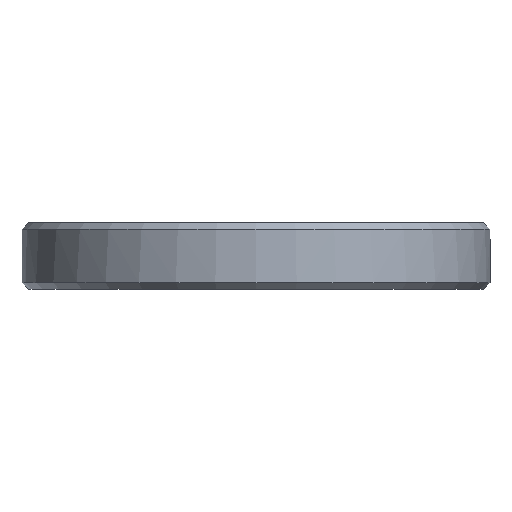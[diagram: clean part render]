
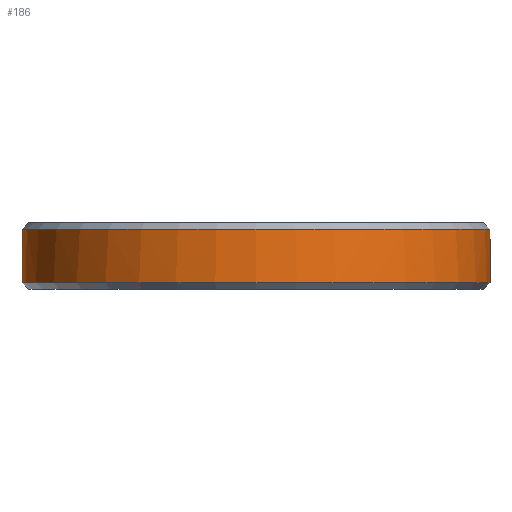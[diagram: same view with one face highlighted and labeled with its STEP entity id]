
A CAD part, front view. The second image highlights one B-rep face of the part: STEP entity #186.
In plain terms, the highlighted cylindrical face has radius 10.5 mm (diameter 21 mm), a partial arc.
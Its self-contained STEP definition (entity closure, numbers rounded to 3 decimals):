
#1 = DIRECTION ( 'NONE',  ( 0., 0., -1. ) ) ;
#6 = DIRECTION ( 'NONE',  ( 0., 0., -1. ) ) ;
#15 = CYLINDRICAL_SURFACE ( 'NONE', #571, 10.5 ) ;
#41 = VERTEX_POINT ( 'NONE', #278 ) ;
#64 = VERTEX_POINT ( 'NONE', #456 ) ;
#87 = ORIENTED_EDGE ( 'NONE', *, *, #364, .T. ) ;
#92 = CARTESIAN_POINT ( 'NONE',  ( 10.493, -0.375, 2.25 ) ) ;
#102 = CARTESIAN_POINT ( 'NONE',  ( -10.5, 0., 0.3 ) ) ;
#103 = ORIENTED_EDGE ( 'NONE', *, *, #272, .T. ) ;
#114 = ORIENTED_EDGE ( 'NONE', *, *, #523, .T. ) ;
#116 = DIRECTION ( 'NONE',  ( 1., 0., 0. ) ) ;
#123 = VECTOR ( 'NONE', #6, 1000. ) ;
#144 = CIRCLE ( 'NONE', #442, 10.5 ) ;
#148 = LINE ( 'NONE', #297, #510 ) ;
#152 = DIRECTION ( 'NONE',  ( 0., 0., -1. ) ) ;
#158 = CARTESIAN_POINT ( 'NONE',  ( 0., 0., 2.25 ) ) ;
#160 = ORIENTED_EDGE ( 'NONE', *, *, #343, .T. ) ;
#171 = FACE_OUTER_BOUND ( 'NONE', #214, .T. ) ;
#172 = AXIS2_PLACEMENT_3D ( 'NONE', #487, #390, #315 ) ;
#175 = CARTESIAN_POINT ( 'NONE',  ( 10.5, 0., 2.25 ) ) ;
#176 = DIRECTION ( 'NONE',  ( 0., 0., 1. ) ) ;
#186 = ADVANCED_FACE ( 'NONE', ( #171 ), #15, .T. ) ;
#197 = VECTOR ( 'NONE', #348, 1000. ) ;
#214 = EDGE_LOOP ( 'NONE', ( #366, #103, #160, #587, #114, #305, #87, #516 ) ) ;
#240 = CARTESIAN_POINT ( 'NONE',  ( -10.5, 0., 2.25 ) ) ;
#241 = AXIS2_PLACEMENT_3D ( 'NONE', #158, #152, #531 ) ;
#256 = CARTESIAN_POINT ( 'NONE',  ( 10.493, -0.375, 2.7 ) ) ;
#262 = VERTEX_POINT ( 'NONE', #240 ) ;
#272 = EDGE_CURVE ( 'NONE', #579, #351, #498, .T. ) ;
#278 = CARTESIAN_POINT ( 'NONE',  ( -10.493, -0.375, 2.25 ) ) ;
#297 = CARTESIAN_POINT ( 'NONE',  ( -10.5, 0., 3. ) ) ;
#305 = ORIENTED_EDGE ( 'NONE', *, *, #539, .T. ) ;
#310 = VECTOR ( 'NONE', #477, 1000. ) ;
#315 = DIRECTION ( 'NONE',  ( 1., 0., 0. ) ) ;
#323 = CARTESIAN_POINT ( 'NONE',  ( -10.493, -0.375, 2.7 ) ) ;
#343 = EDGE_CURVE ( 'NONE', #351, #554, #423, .T. ) ;
#345 = CARTESIAN_POINT ( 'NONE',  ( 10.493, -0.375, 3. ) ) ;
#348 = DIRECTION ( 'NONE',  ( 0., 0., -1. ) ) ;
#351 = VERTEX_POINT ( 'NONE', #92 ) ;
#356 = CARTESIAN_POINT ( 'NONE',  ( 0., 0., 0.3 ) ) ;
#364 = EDGE_CURVE ( 'NONE', #262, #473, #148, .T. ) ;
#366 = ORIENTED_EDGE ( 'NONE', *, *, #470, .F. ) ;
#370 = DIRECTION ( 'NONE',  ( 0., 0., -1. ) ) ;
#383 = EDGE_CURVE ( 'NONE', #554, #567, #476, .T. ) ;
#390 = DIRECTION ( 'NONE',  ( 0., 0., -1. ) ) ;
#403 = DIRECTION ( 'NONE',  ( -1., 0., 0. ) ) ;
#422 = LINE ( 'NONE', #596, #197 ) ;
#423 = LINE ( 'NONE', #345, #310 ) ;
#437 = CARTESIAN_POINT ( 'NONE',  ( -10.493, -0.375, 3. ) ) ;
#442 = AXIS2_PLACEMENT_3D ( 'NONE', #558, #452, #403 ) ;
#452 = DIRECTION ( 'NONE',  ( 0., 0., -1. ) ) ;
#456 = CARTESIAN_POINT ( 'NONE',  ( 10.5, 0., 0.3 ) ) ;
#470 = EDGE_CURVE ( 'NONE', #579, #64, #422, .T. ) ;
#473 = VERTEX_POINT ( 'NONE', #102 ) ;
#476 = CIRCLE ( 'NONE', #172, 10.5 ) ;
#477 = DIRECTION ( 'NONE',  ( 0., 0., 1. ) ) ;
#487 = CARTESIAN_POINT ( 'NONE',  ( 0., 0., 2.7 ) ) ;
#498 = CIRCLE ( 'NONE', #241, 10.5 ) ;
#507 = LINE ( 'NONE', #437, #123 ) ;
#510 = VECTOR ( 'NONE', #1, 1000. ) ;
#514 = CIRCLE ( 'NONE', #610, 10.5 ) ;
#516 = ORIENTED_EDGE ( 'NONE', *, *, #589, .T. ) ;
#523 = EDGE_CURVE ( 'NONE', #567, #41, #507, .T. ) ;
#531 = DIRECTION ( 'NONE',  ( -1., 0., 0. ) ) ;
#539 = EDGE_CURVE ( 'NONE', #41, #262, #144, .T. ) ;
#554 = VERTEX_POINT ( 'NONE', #256 ) ;
#558 = CARTESIAN_POINT ( 'NONE',  ( 0., 0., 2.25 ) ) ;
#567 = VERTEX_POINT ( 'NONE', #323 ) ;
#571 = AXIS2_PLACEMENT_3D ( 'NONE', #618, #370, #625 ) ;
#579 = VERTEX_POINT ( 'NONE', #175 ) ;
#587 = ORIENTED_EDGE ( 'NONE', *, *, #383, .T. ) ;
#589 = EDGE_CURVE ( 'NONE', #473, #64, #514, .T. ) ;
#596 = CARTESIAN_POINT ( 'NONE',  ( 10.5, 0., 3. ) ) ;
#610 = AXIS2_PLACEMENT_3D ( 'NONE', #356, #176, #116 ) ;
#618 = CARTESIAN_POINT ( 'NONE',  ( 0., 0., 3. ) ) ;
#625 = DIRECTION ( 'NONE',  ( -1., 0., 0. ) ) ;
